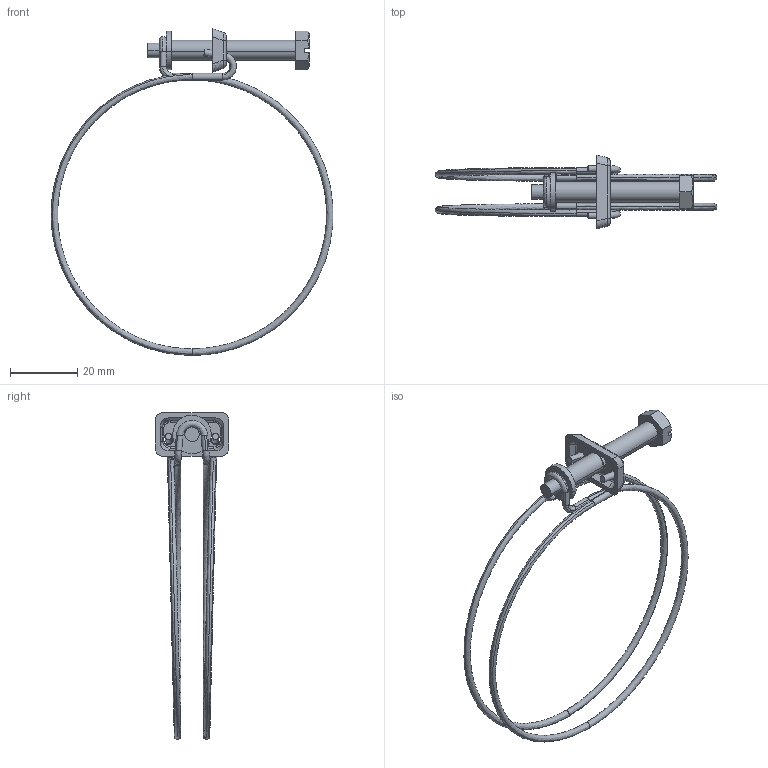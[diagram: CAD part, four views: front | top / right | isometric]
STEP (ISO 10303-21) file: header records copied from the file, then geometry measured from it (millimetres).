
FILE_DESCRIPTION((''),'2;1');
FILE_NAME('','2005-12-14T15:33:32',(''),(''),'','CADfix','');
FILE_SCHEMA(('AUTOMOTIVE_DESIGN'));
Length unit declared in the file: millimetre
Products named in the file (4): screw; holder; band; TM_145SUS_80_22889_36
Assembly tree (3 placements, depth 2):
  TM_145SUS_80_22889_36
    screw
    holder
    band
Bounding box: 83.94 x 22 x 97.35 mm (x, y, z)
Volume: 4005.4 mm3; surface area: 5942 mm2
Topology: 3 solids, 3 shells, 119 faces, 360 edges, 250 vertices
Faces by surface type: bspline 119
Entity records: 5973 total; most frequent: CARTESIAN_POINT 3933, ORIENTED_EDGE 720, EDGE_CURVE 360, VERTEX_POINT 250, EDGE_LOOP 128, QUASI_UNIFORM_CURVE 126, FACE_OUTER_BOUND 119, ADVANCED_FACE 119
